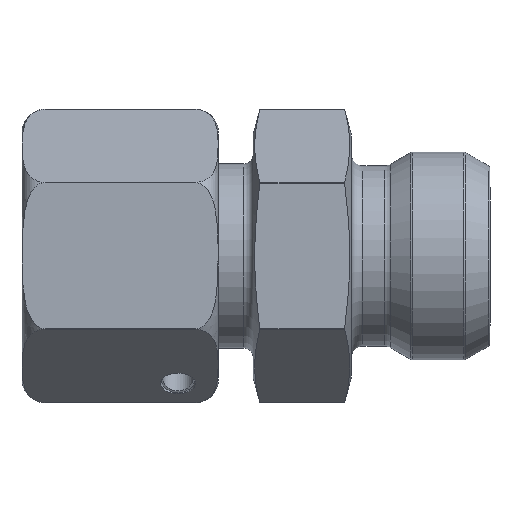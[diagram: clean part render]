
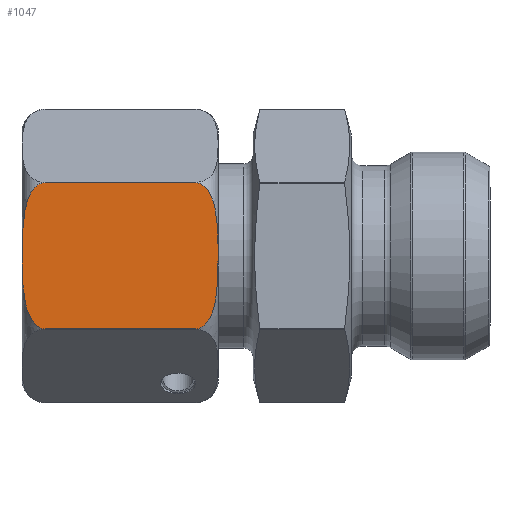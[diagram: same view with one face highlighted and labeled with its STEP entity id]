
A CAD part, top view. The second image highlights one B-rep face of the part: STEP entity #1047.
In plain terms, the highlighted face is planar.
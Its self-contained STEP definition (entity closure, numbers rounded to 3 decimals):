
#797=PLANE('',#5155);
#1047=ADVANCED_FACE('',(#1290),#797,.F.);
#1290=FACE_OUTER_BOUND('',#1609,.T.);
#1609=EDGE_LOOP('',(#2607,#2608,#2609,#2610));
#2018=B_SPLINE_CURVE_WITH_KNOTS('',3,(#7629,#7630,#7631,#7632,#7633,#7634,
#7635,#7636,#7637,#7638,#7639,#7640,#7641,#7642),.UNSPECIFIED.,.F.,.F.,
(4,2,2,2,2,2,4),(0.,0.125,0.25,0.5,0.75,0.875,1.),.UNSPECIFIED.);
#2026=B_SPLINE_CURVE_WITH_KNOTS('',3,(#7785,#7786,#7787,#7788,#7789,#7790,
#7791,#7792,#7793,#7794,#7795,#7796,#7797,#7798),.UNSPECIFIED.,.F.,.F.,
(4,2,2,2,2,2,4),(0.,0.125,0.25,0.5,0.75,0.875,1.),.UNSPECIFIED.);
#2607=ORIENTED_EDGE('',*,*,#4247,.T.);
#2608=ORIENTED_EDGE('',*,*,#4227,.T.);
#2609=ORIENTED_EDGE('',*,*,#4249,.T.);
#2610=ORIENTED_EDGE('',*,*,#4255,.T.);
#3761=VERTEX_POINT('',#7628);
#3762=VERTEX_POINT('',#7643);
#3777=VERTEX_POINT('',#7722);
#3778=VERTEX_POINT('',#7726);
#4227=EDGE_CURVE('',#3762,#3761,#2018,.T.);
#4247=EDGE_CURVE('',#3777,#3762,#4644,.T.);
#4249=EDGE_CURVE('',#3761,#3778,#4645,.T.);
#4255=EDGE_CURVE('',#3778,#3777,#2026,.T.);
#4644=LINE('',#7721,#4840);
#4645=LINE('',#7725,#4841);
#4840=VECTOR('',#5594,1.);
#4841=VECTOR('',#5599,1.);
#5155=AXIS2_PLACEMENT_3D('',#7842,#5640,#5641);
#5594=DIRECTION('',(-1.,0.,0.));
#5599=DIRECTION('',(1.,0.,0.));
#5640=DIRECTION('',(0.,-0.5,-0.866));
#5641=DIRECTION('',(0.,0.866,-0.5));
#7628=CARTESIAN_POINT('',(2.,0.013,12.694));
#7629=CARTESIAN_POINT('',(2.,10.987,6.359));
#7630=CARTESIAN_POINT('',(1.394,10.987,6.359));
#7631=CARTESIAN_POINT('',(0.938,10.519,6.629));
#7632=CARTESIAN_POINT('',(0.416,9.595,7.162));
#7633=CARTESIAN_POINT('',(0.284,9.084,7.457));
#7634=CARTESIAN_POINT('',(0.025,7.571,8.331));
#7635=CARTESIAN_POINT('',(0.024,6.539,8.927));
#7636=CARTESIAN_POINT('',(0.023,4.494,10.107));
#7637=CARTESIAN_POINT('',(0.023,3.471,10.697));
#7638=CARTESIAN_POINT('',(0.275,1.95,11.576));
#7639=CARTESIAN_POINT('',(0.404,1.433,11.874));
#7640=CARTESIAN_POINT('',(0.931,0.486,12.421));
#7641=CARTESIAN_POINT('',(1.386,0.013,12.694));
#7642=CARTESIAN_POINT('',(2.,0.013,12.694));
#7643=CARTESIAN_POINT('',(2.,10.987,6.359));
#7721=CARTESIAN_POINT('',(0.,10.987,6.359));
#7722=CARTESIAN_POINT('',(15.,10.987,6.359));
#7725=CARTESIAN_POINT('',(0.,0.013,12.694));
#7726=CARTESIAN_POINT('',(15.,0.013,12.694));
#7785=CARTESIAN_POINT('',(15.,0.013,12.694));
#7786=CARTESIAN_POINT('',(15.606,0.013,12.694));
#7787=CARTESIAN_POINT('',(16.062,0.481,12.424));
#7788=CARTESIAN_POINT('',(16.584,1.405,11.89));
#7789=CARTESIAN_POINT('',(16.716,1.916,11.596));
#7790=CARTESIAN_POINT('',(16.975,3.429,10.722));
#7791=CARTESIAN_POINT('',(16.976,4.461,10.126));
#7792=CARTESIAN_POINT('',(16.977,6.506,8.945));
#7793=CARTESIAN_POINT('',(16.977,7.529,8.355));
#7794=CARTESIAN_POINT('',(16.725,9.05,7.477));
#7795=CARTESIAN_POINT('',(16.596,9.567,7.178));
#7796=CARTESIAN_POINT('',(16.069,10.514,6.632));
#7797=CARTESIAN_POINT('',(15.614,10.987,6.359));
#7798=CARTESIAN_POINT('',(15.,10.987,6.359));
#7842=CARTESIAN_POINT('',(25.,11.,6.351));
